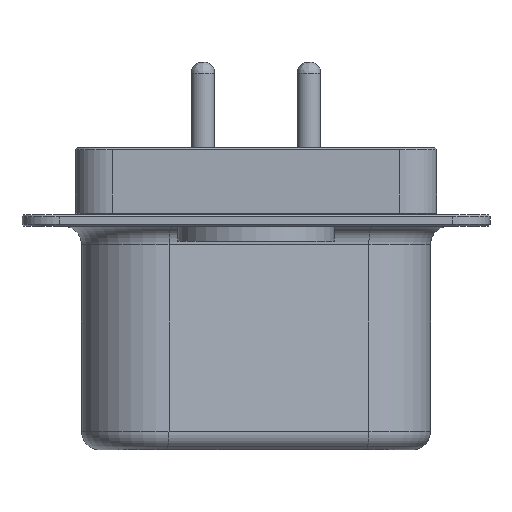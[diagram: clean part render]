
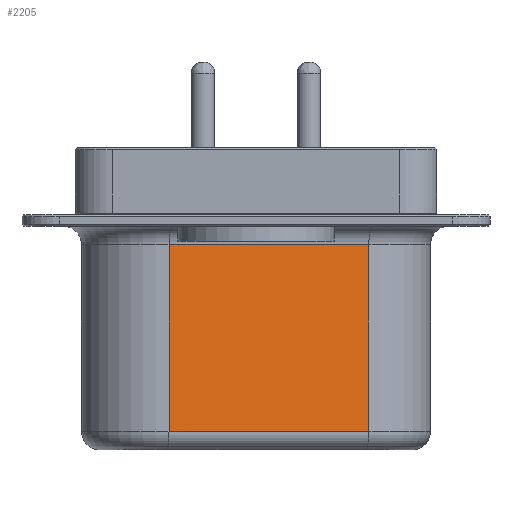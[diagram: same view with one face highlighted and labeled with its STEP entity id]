
A CAD part, left-side view. The second image highlights one B-rep face of the part: STEP entity #2205.
In plain terms, the highlighted planar face has unit normal (-0.985, -0.174, 0).
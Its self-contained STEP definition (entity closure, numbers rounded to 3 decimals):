
#439=FACE_OUTER_BOUND('',#608,.T.);
#608=EDGE_LOOP('',(#1925,#1926,#1927,#1928));
#734=LINE('',#3945,#892);
#742=LINE('',#3963,#900);
#755=LINE('',#4004,#913);
#759=LINE('',#4025,#917);
#892=VECTOR('',#3044,10.);
#900=VECTOR('',#3062,10.);
#913=VECTOR('',#3113,10.);
#917=VECTOR('',#3147,10.);
#1083=VERTEX_POINT('',#3901);
#1096=VERTEX_POINT('',#3939);
#1102=VERTEX_POINT('',#3962);
#1111=VERTEX_POINT('',#4002);
#1349=EDGE_CURVE('',#1096,#1083,#734,.T.);
#1358=EDGE_CURVE('',#1102,#1083,#742,.T.);
#1379=EDGE_CURVE('',#1102,#1111,#755,.T.);
#1390=EDGE_CURVE('',#1111,#1096,#759,.T.);
#1925=ORIENTED_EDGE('',*,*,#1349,.F.);
#1926=ORIENTED_EDGE('',*,*,#1390,.F.);
#1927=ORIENTED_EDGE('',*,*,#1379,.F.);
#1928=ORIENTED_EDGE('',*,*,#1358,.T.);
#2074=PLANE('',#2498);
#2205=ADVANCED_FACE('',(#439),#2074,.T.);
#2498=AXIS2_PLACEMENT_3D('',#4026,#3148,#3149);
#3044=DIRECTION('',(-0.174,0.985,0.));
#3062=DIRECTION('',(0.,0.,-1.));
#3113=DIRECTION('',(0.174,-0.985,0.));
#3147=DIRECTION('',(0.,0.,-1.));
#3148=DIRECTION('center_axis',(-0.985,-0.174,0.));
#3149=DIRECTION('ref_axis',(-0.174,0.985,0.));
#3901=CARTESIAN_POINT('',(-8.93,2.333,-5.5));
#3939=CARTESIAN_POINT('',(-7.985,-3.027,-5.5));
#3945=CARTESIAN_POINT('',(-7.971,-3.104,-5.5));
#3962=CARTESIAN_POINT('',(-8.93,2.333,-0.5));
#3963=CARTESIAN_POINT('',(-8.93,2.333,0.));
#4002=CARTESIAN_POINT('',(-7.985,-3.027,-0.5));
#4004=CARTESIAN_POINT('',(-7.977,-3.068,-0.5));
#4025=CARTESIAN_POINT('',(-7.985,-3.027,0.));
#4026=CARTESIAN_POINT('Origin',(-7.693,-4.68,0.));
